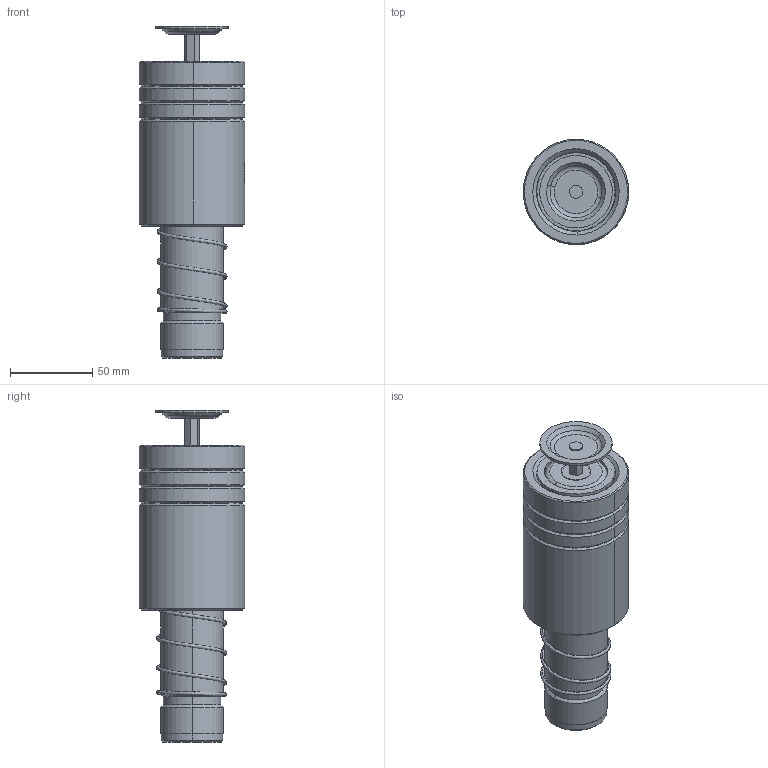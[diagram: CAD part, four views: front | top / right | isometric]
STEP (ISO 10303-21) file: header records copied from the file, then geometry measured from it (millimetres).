
FILE_DESCRIPTION (( 'STEP AP214' ), '1' );
FILE_NAME ('EMJ EMS-D38-L180(BL-100).STEP', '2021-09-23T06:08:11', ( '' ), ( '' ), 'SwSTEP 2.0', 'SolidWorks 2016', '' );
FILE_SCHEMA (( 'AUTOMOTIVE_DESIGN' ));
Length unit declared in the file: millimetre
Products named in the file (197): BALL-D5; GTM-M16蹟簽 -; BJ-D47.5-38.5-L90; BJ BS-47.5-38.5-L90郪蚾; GTM-44; EMJ EMS-D38-L180(BL-100); MGM-D38-L180; TBB-D64-d48-L100; GTM-3-縐种; HWP-D42.5-d38.5-L60; GTM-44郪蚾
Assembly tree (190 placements, depth 3):
  BALL-D5
  BALL-D5
  BALL-D5
  BALL-D5
  BALL-D5
Bounding box: 63.99 x 63.98 x 201.52 mm (x, y, z)
Volume: 394052.3 mm3; surface area: 125147.1 mm2
Topology: 183 solids, 183 shells, 871 faces, 3583 edges, 2380 vertices
Faces by surface type: sphere 704, cylinder 52, plane 40, cone 32, torus 22, bspline 21
Entity records: 43509 total; most frequent: CARTESIAN_POINT 23074, ORIENTED_EDGE 2920, DIRECTION 2567, EDGE_CURVE 1460, AXIS2_PLACEMENT_3D 1209, VERTEX_POINT 952, EDGE_LOOP 878, B_SPLINE_CURVE_WITH_KNOTS 780
